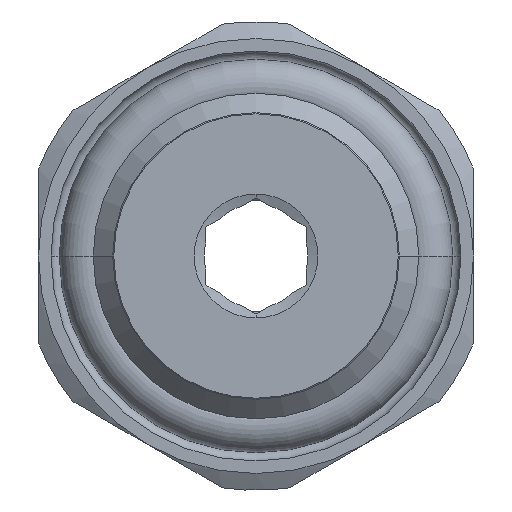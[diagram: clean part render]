
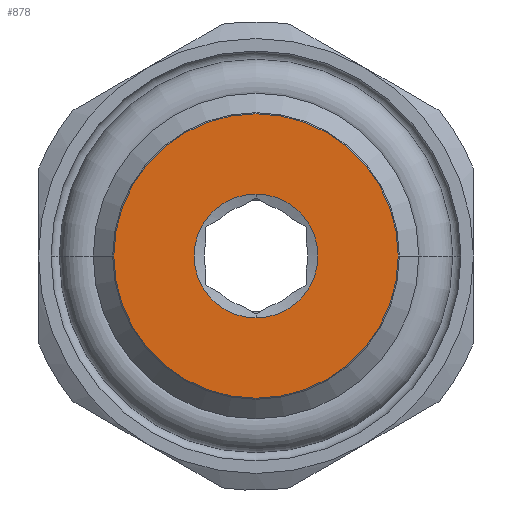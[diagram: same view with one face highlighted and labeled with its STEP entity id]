
A CAD part, front view. The second image highlights one B-rep face of the part: STEP entity #878.
In plain terms, the highlighted planar face has unit normal (0, -1, 0).
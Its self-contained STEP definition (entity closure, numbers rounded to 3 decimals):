
#878=ADVANCED_FACE('',(#2312,#2313),#2314,.T.);
#2312=FACE_OUTER_BOUND('',#5411,.T.);
#2313=FACE_BOUND('',#5412,.T.);
#2314=PLANE('',#5413);
#5411=EDGE_LOOP('',(#11051,#11052));
#5412=EDGE_LOOP('',(#11053,#11054));
#5413=AXIS2_PLACEMENT_3D('',#11055,#11056,#11057);
#11051=ORIENTED_EDGE('',*,*,#13146,.F.);
#11052=ORIENTED_EDGE('',*,*,#13147,.F.);
#11053=ORIENTED_EDGE('',*,*,#13145,.T.);
#11054=ORIENTED_EDGE('',*,*,#13141,.T.);
#11055=CARTESIAN_POINT('',(0.0,-4.6,0.0));
#11056=DIRECTION('',(0.0,-1.0,0.0));
#11057=DIRECTION('',(0.0,0.0,-1.0));
#13141=EDGE_CURVE('',#16099,#16097,#16100,.T.);
#13145=EDGE_CURVE('',#16097,#16099,#16104,.T.);
#13146=EDGE_CURVE('',#16105,#16106,#16107,.T.);
#13147=EDGE_CURVE('',#16106,#16105,#16108,.T.);
#16097=VERTEX_POINT('',#22099);
#16099=VERTEX_POINT('',#22102);
#16100=CIRCLE('',#22103,1.85);
#16104=CIRCLE('',#22116,1.85);
#16105=VERTEX_POINT('',#22117);
#16106=VERTEX_POINT('',#22118);
#16107=CIRCLE('',#22119,4.25);
#16108=CIRCLE('',#22120,4.25);
#22099=CARTESIAN_POINT('',(0.0,-4.6,1.85));
#22102=CARTESIAN_POINT('',(0.0,-4.6,-1.85));
#22103=AXIS2_PLACEMENT_3D('',#24628,#24629,#24630);
#22116=AXIS2_PLACEMENT_3D('',#24632,#24633,#24634);
#22117=CARTESIAN_POINT('',(4.25,-4.6,0.0));
#22118=CARTESIAN_POINT('',(-4.25,-4.6,0.0));
#22119=AXIS2_PLACEMENT_3D('',#24635,#24636,#24637);
#22120=AXIS2_PLACEMENT_3D('',#24638,#24639,#24640);
#24628=CARTESIAN_POINT('',(0.0,-4.6,0.0));
#24629=DIRECTION('',(0.0,1.0,0.0));
#24630=DIRECTION('',(0.0,0.0,-1.0));
#24632=CARTESIAN_POINT('',(0.0,-4.6,0.0));
#24633=DIRECTION('',(0.0,1.0,0.0));
#24634=DIRECTION('',(0.0,0.0,1.0));
#24635=CARTESIAN_POINT('',(0.0,-4.6,0.0));
#24636=DIRECTION('',(-0.0,1.0,0.0));
#24637=DIRECTION('',(1.0,0.0,0.0));
#24638=CARTESIAN_POINT('',(0.0,-4.6,0.0));
#24639=DIRECTION('',(0.0,1.0,0.0));
#24640=DIRECTION('',(-1.0,0.0,0.0));
